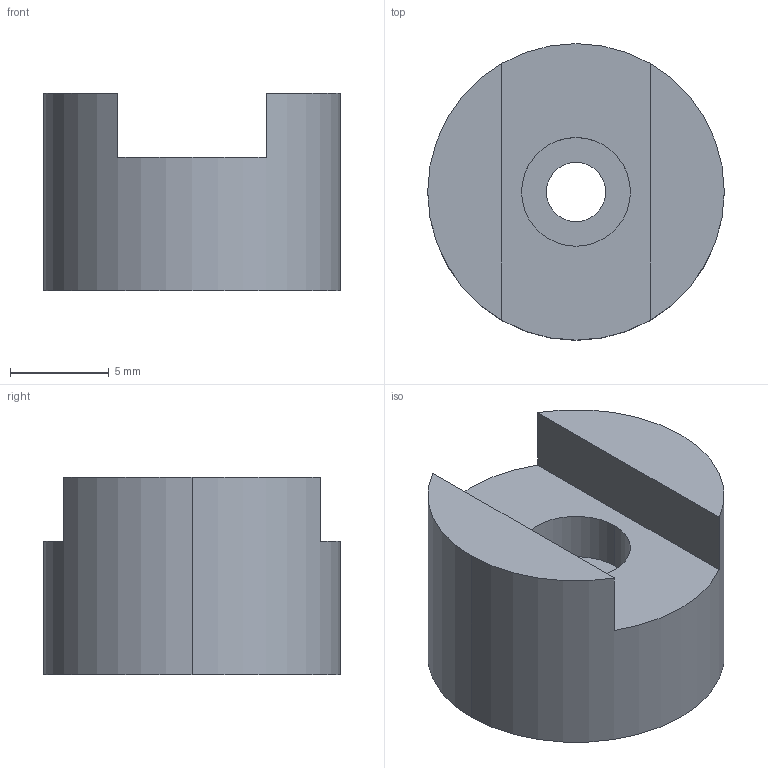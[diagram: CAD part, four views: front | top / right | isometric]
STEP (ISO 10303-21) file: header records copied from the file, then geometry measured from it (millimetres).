
FILE_DESCRIPTION (( 'STEP AP214' ), '1' );
FILE_NAME ('Pce_Oldham_Motor.STEP', '2020-04-07T11:12:56', ( '' ), ( '' ), 'SwSTEP 2.0', 'SolidWorks 2019', '' );
FILE_SCHEMA (( 'AUTOMOTIVE_DESIGN' ));
Length unit declared in the file: millimetre
Products named in the file (1): Pce_Oldham_Motor
Bounding box: 15 x 15 x 10 mm (x, y, z)
Volume: 1308.8 mm3; surface area: 984.8 mm2
Topology: 1 solids, 1 shells, 128 faces, 372 edges, 248 vertices
Faces by surface type: plane 84, cylinder 44
Entity records: 4266 total; most frequent: CARTESIAN_POINT 749, ORIENTED_EDGE 744, DIRECTION 722, EDGE_CURVE 372, VECTOR 280, LINE 280, VERTEX_POINT 248, AXIS2_PLACEMENT_3D 221
